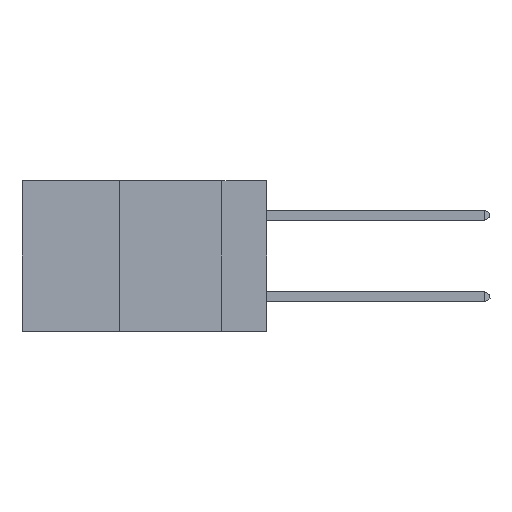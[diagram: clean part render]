
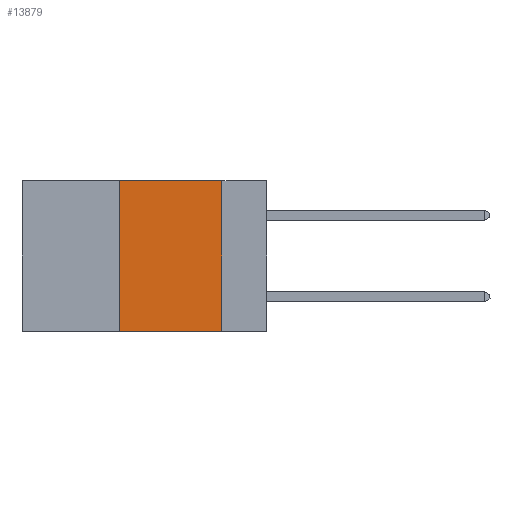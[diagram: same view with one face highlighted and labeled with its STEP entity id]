
A CAD part, left-side view. The second image highlights one B-rep face of the part: STEP entity #13879.
In plain terms, the highlighted planar face has unit normal (-1, 0, 0).
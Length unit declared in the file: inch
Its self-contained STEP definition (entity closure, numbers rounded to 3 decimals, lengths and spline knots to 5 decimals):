
#779 = CARTESIAN_POINT ( 'NONE',  ( 0., 0.6, -0.37 ) ) ;
#1938 = VECTOR ( 'NONE', #17265, 39.37008 ) ;
#2379 = FACE_OUTER_BOUND ( 'NONE', #10517, .T. ) ;
#2624 = AXIS2_PLACEMENT_3D ( 'NONE', #10217, #14776, #5528 ) ;
#2818 = ORIENTED_EDGE ( 'NONE', *, *, #15861, .F. ) ;
#2843 = CARTESIAN_POINT ( 'NONE',  ( 0., 0.6, 0. ) ) ;
#3015 = VERTEX_POINT ( 'NONE', #8597 ) ;
#4593 = VECTOR ( 'NONE', #5635, 39.37008 ) ;
#5436 = LINE ( 'NONE', #2843, #5924 ) ;
#5528 = DIRECTION ( 'NONE',  ( 0., 0., -1. ) ) ;
#5635 = DIRECTION ( 'NONE',  ( 0., -1., 0. ) ) ;
#5924 = VECTOR ( 'NONE', #13728, 39.37008 ) ;
#6203 = EDGE_CURVE ( 'NONE', #10905, #15030, #13838, .T. ) ;
#6847 = DIRECTION ( 'NONE',  ( 0., 0., -1. ) ) ;
#7674 = EDGE_CURVE ( 'NONE', #13901, #15030, #13319, .T. ) ;
#7954 = CARTESIAN_POINT ( 'NONE',  ( 0., 0.36, -0.37 ) ) ;
#8133 = CARTESIAN_POINT ( 'NONE',  ( 0., 0.36, 0. ) ) ;
#8597 = CARTESIAN_POINT ( 'NONE',  ( 0., 0.36, 0. ) ) ;
#9343 = LINE ( 'NONE', #8133, #1938 ) ;
#10217 = CARTESIAN_POINT ( 'NONE',  ( 0., 0.6, 0. ) ) ;
#10517 = EDGE_LOOP ( 'NONE', ( #15428, #12805, #2818, #12115 ) ) ;
#10726 = EDGE_CURVE ( 'NONE', #3015, #13901, #5436, .T. ) ;
#10905 = VERTEX_POINT ( 'NONE', #7954 ) ;
#12115 = ORIENTED_EDGE ( 'NONE', *, *, #6203, .T. ) ;
#12805 = ORIENTED_EDGE ( 'NONE', *, *, #10726, .F. ) ;
#12837 = VECTOR ( 'NONE', #6847, 39.37008 ) ;
#13319 = LINE ( 'NONE', #17519, #12837 ) ;
#13728 = DIRECTION ( 'NONE',  ( 0., -1., 0. ) ) ;
#13838 = LINE ( 'NONE', #779, #4593 ) ;
#13879 = ADVANCED_FACE ( 'NONE', ( #2379 ), #17726, .F. ) ;
#13901 = VERTEX_POINT ( 'NONE', #14845 ) ;
#14664 = CARTESIAN_POINT ( 'NONE',  ( 0., 0.11, -0.37 ) ) ;
#14776 = DIRECTION ( 'NONE',  ( 1., 0., 0. ) ) ;
#14845 = CARTESIAN_POINT ( 'NONE',  ( 0., 0.11, 0. ) ) ;
#15030 = VERTEX_POINT ( 'NONE', #14664 ) ;
#15428 = ORIENTED_EDGE ( 'NONE', *, *, #7674, .F. ) ;
#15861 = EDGE_CURVE ( 'NONE', #10905, #3015, #9343, .T. ) ;
#17265 = DIRECTION ( 'NONE',  ( 0., 0., 1. ) ) ;
#17519 = CARTESIAN_POINT ( 'NONE',  ( 0., 0.11, 0. ) ) ;
#17726 = PLANE ( 'NONE',  #2624 ) ;
